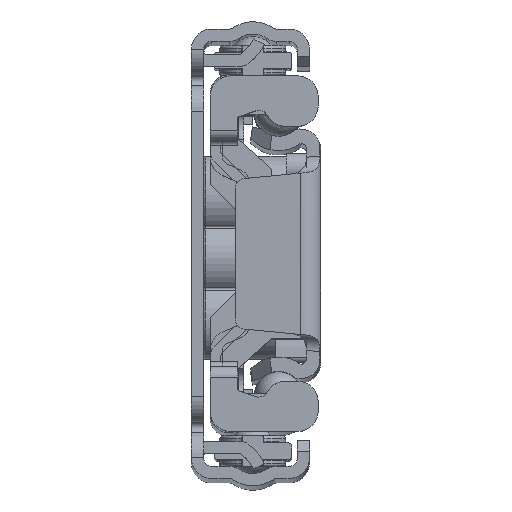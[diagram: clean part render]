
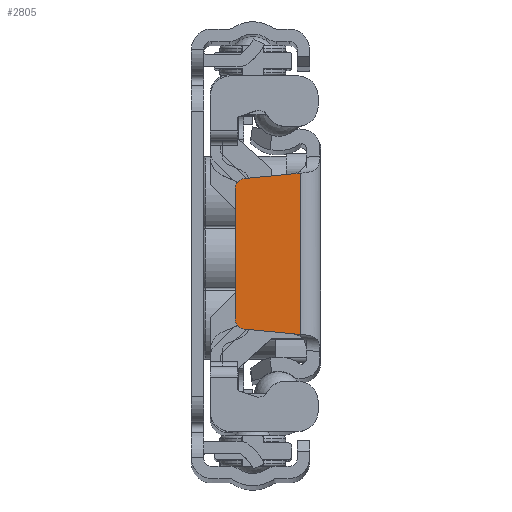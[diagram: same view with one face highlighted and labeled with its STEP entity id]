
A CAD part, top view. The second image highlights one B-rep face of the part: STEP entity #2805.
In plain terms, the highlighted face is planar.
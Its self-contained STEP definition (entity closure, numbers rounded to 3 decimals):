
#321 = PLANE ( 'NONE',  #50976 ) ;
#827 = VECTOR ( 'NONE', #50572, 1000. ) ;
#1856 = VECTOR ( 'NONE', #9818, 1000. ) ;
#2805 = ADVANCED_FACE ( 'NONE', ( #37866 ), #321, .F. ) ;
#3726 = AXIS2_PLACEMENT_3D ( 'NONE', #43999, #24068, #7955 ) ;
#4466 = VECTOR ( 'NONE', #16802, 1000. ) ;
#4622 = VERTEX_POINT ( 'NONE', #43908 ) ;
#4696 = CARTESIAN_POINT ( 'NONE',  ( -7.495, 7.386, 0. ) ) ;
#5522 = VERTEX_POINT ( 'NONE', #41841 ) ;
#5717 = EDGE_CURVE ( 'NONE', #13606, #11831, #27377, .T. ) ;
#5805 = DIRECTION ( 'NONE',  ( 1., 0., 0. ) ) ;
#5948 = VERTEX_POINT ( 'NONE', #41122 ) ;
#6219 = CARTESIAN_POINT ( 'NONE',  ( -7.4, -6.391, 0. ) ) ;
#6582 = CARTESIAN_POINT ( 'NONE',  ( -8.4, -7.3, 0. ) ) ;
#7676 = EDGE_CURVE ( 'NONE', #4622, #11831, #26494, .T. ) ;
#7955 = DIRECTION ( 'NONE',  ( 1., 0., 0. ) ) ;
#8270 = LINE ( 'NONE', #29798, #1856 ) ;
#9731 = CARTESIAN_POINT ( 'NONE',  ( -2.758, 7.837, 0. ) ) ;
#9818 = DIRECTION ( 'NONE',  ( 0., 1., 0. ) ) ;
#11025 = EDGE_CURVE ( 'NONE', #22706, #41879, #11614, .T. ) ;
#11244 = DIRECTION ( 'NONE',  ( -0.995, 0.095, 0. ) ) ;
#11614 = LINE ( 'NONE', #6582, #827 ) ;
#11831 = VERTEX_POINT ( 'NONE', #4696 ) ;
#12029 = EDGE_CURVE ( 'NONE', #5948, #41879, #19203, .T. ) ;
#12042 = DIRECTION ( 'NONE',  ( -0.995, -0.095, 0. ) ) ;
#13606 = VERTEX_POINT ( 'NONE', #9731 ) ;
#15746 = CARTESIAN_POINT ( 'NONE',  ( -8.4, 7.3, 0. ) ) ;
#15957 = CARTESIAN_POINT ( 'NONE',  ( -2., 7.91, 0. ) ) ;
#16802 = DIRECTION ( 'NONE',  ( 0., -1., 0. ) ) ;
#16938 = VERTEX_POINT ( 'NONE', #30734 ) ;
#17468 = CARTESIAN_POINT ( 'NONE',  ( -4.143, -13.87, 0. ) ) ;
#17830 = ORIENTED_EDGE ( 'NONE', *, *, #11025, .F. ) ;
#18900 = VECTOR ( 'NONE', #27828, 1000. ) ;
#19203 = LINE ( 'NONE', #39545, #48230 ) ;
#19527 = LINE ( 'NONE', #15957, #18900 ) ;
#19607 = ORIENTED_EDGE ( 'NONE', *, *, #37028, .T. ) ;
#20950 = CARTESIAN_POINT ( 'NONE',  ( -7.495, -7.386, 0. ) ) ;
#21608 = CARTESIAN_POINT ( 'NONE',  ( -2., -13.87, 0. ) ) ;
#22706 = VERTEX_POINT ( 'NONE', #20950 ) ;
#23015 = VECTOR ( 'NONE', #12042, 1000. ) ;
#23481 = ORIENTED_EDGE ( 'NONE', *, *, #7676, .T. ) ;
#23831 = ORIENTED_EDGE ( 'NONE', *, *, #12029, .T. ) ;
#24068 = DIRECTION ( 'NONE',  ( 0., 0., -1. ) ) ;
#25797 = CIRCLE ( 'NONE', #49157, 1. ) ;
#26494 = CIRCLE ( 'NONE', #3726, 1. ) ;
#27377 = LINE ( 'NONE', #15746, #23015 ) ;
#27828 = DIRECTION ( 'NONE',  ( -0.995, -0.095, 0. ) ) ;
#29171 = EDGE_CURVE ( 'NONE', #22706, #16938, #25797, .T. ) ;
#29798 = CARTESIAN_POINT ( 'NONE',  ( -8.4, 8.1, 0. ) ) ;
#30039 = ORIENTED_EDGE ( 'NONE', *, *, #29171, .T. ) ;
#30734 = CARTESIAN_POINT ( 'NONE',  ( -8.4, -6.391, 0. ) ) ;
#34723 = DIRECTION ( 'NONE',  ( 1., 0., 0. ) ) ;
#35136 = ORIENTED_EDGE ( 'NONE', *, *, #39761, .T. ) ;
#37028 = EDGE_CURVE ( 'NONE', #16938, #4622, #8270, .T. ) ;
#37866 = FACE_OUTER_BOUND ( 'NONE', #43012, .T. ) ;
#38275 = DIRECTION ( 'NONE',  ( 0., 0., -1. ) ) ;
#39545 = CARTESIAN_POINT ( 'NONE',  ( -2., -7.91, 0. ) ) ;
#39761 = EDGE_CURVE ( 'NONE', #5522, #5948, #43083, .T. ) ;
#41122 = CARTESIAN_POINT ( 'NONE',  ( -2., -7.91, 0. ) ) ;
#41534 = EDGE_CURVE ( 'NONE', #5522, #13606, #19527, .T. ) ;
#41841 = CARTESIAN_POINT ( 'NONE',  ( -2., 7.91, 0. ) ) ;
#41879 = VERTEX_POINT ( 'NONE', #47190 ) ;
#43012 = EDGE_LOOP ( 'NONE', ( #17830, #30039, #19607, #23481, #49625, #44822, #35136, #23831 ) ) ;
#43083 = LINE ( 'NONE', #21608, #4466 ) ;
#43908 = CARTESIAN_POINT ( 'NONE',  ( -8.4, 6.391, 0. ) ) ;
#43999 = CARTESIAN_POINT ( 'NONE',  ( -7.4, 6.391, 0. ) ) ;
#44822 = ORIENTED_EDGE ( 'NONE', *, *, #41534, .F. ) ;
#47190 = CARTESIAN_POINT ( 'NONE',  ( -2.758, -7.837, 0. ) ) ;
#48230 = VECTOR ( 'NONE', #11244, 1000. ) ;
#49157 = AXIS2_PLACEMENT_3D ( 'NONE', #6219, #38275, #34723 ) ;
#49625 = ORIENTED_EDGE ( 'NONE', *, *, #5717, .F. ) ;
#50330 = DIRECTION ( 'NONE',  ( 0., 0., 1. ) ) ;
#50572 = DIRECTION ( 'NONE',  ( 0.995, -0.095, 0. ) ) ;
#50976 = AXIS2_PLACEMENT_3D ( 'NONE', #17468, #50330, #5805 ) ;
